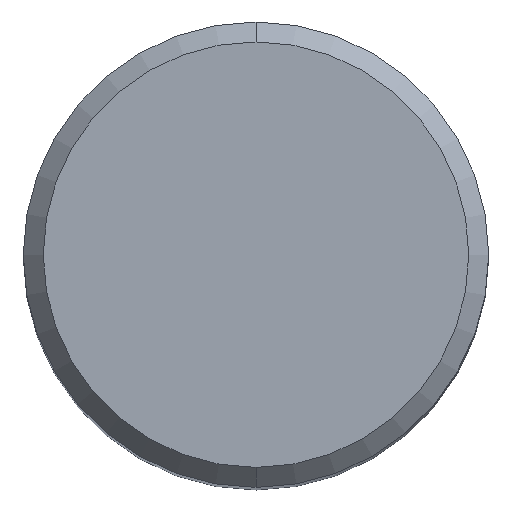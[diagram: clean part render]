
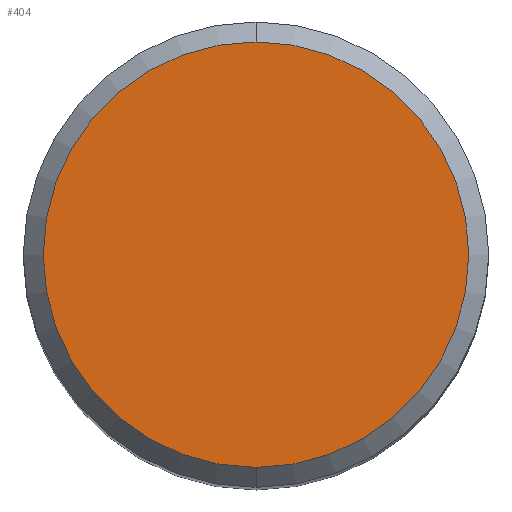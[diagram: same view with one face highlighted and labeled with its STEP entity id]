
A CAD part, top view. The second image highlights one B-rep face of the part: STEP entity #404.
In plain terms, the highlighted planar face has unit normal (0, 0, 1).
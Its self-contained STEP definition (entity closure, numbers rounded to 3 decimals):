
#212=VERTEX_POINT('',#516);
#356=VERTEX_POINT('',#674);
#384=EDGE_CURVE('',#356,#212,#706,.T.);
#404=ADVANCED_FACE('',(#729),#730,.T.);
#442=EDGE_CURVE('',#212,#356,#770,.T.);
#516=CARTESIAN_POINT('',(0.0,6.4,0.0));
#674=CARTESIAN_POINT('',(0.,-6.4,0.0));
#706=CIRCLE('',#1292,6.4);
#729=FACE_OUTER_BOUND('',#1319,.T.);
#730=PLANE('',#1320);
#770=CIRCLE('',#1451,6.4);
#1292=AXIS2_PLACEMENT_3D('',#1739,#1740,#1741);
#1319=EDGE_LOOP('',(#1785,#1786));
#1320=AXIS2_PLACEMENT_3D('',#1787,#1788,#1789);
#1451=AXIS2_PLACEMENT_3D('',#1814,#1815,#1816);
#1739=CARTESIAN_POINT('',(0.0,0.0,0.0));
#1740=DIRECTION('',(0.0,0.0,-1.0));
#1741=DIRECTION('',(0.0,1.0,0.0));
#1785=ORIENTED_EDGE('',*,*,#442,.F.);
#1786=ORIENTED_EDGE('',*,*,#384,.F.);
#1787=CARTESIAN_POINT('',(0.0,3.2,0.0));
#1788=DIRECTION('',(-0.0,0.0,1.0));
#1789=DIRECTION('',(0.0,-1.0,0.0));
#1814=CARTESIAN_POINT('',(0.0,0.0,0.0));
#1815=DIRECTION('',(0.0,0.0,-1.0));
#1816=DIRECTION('',(0.0,1.0,0.0));
